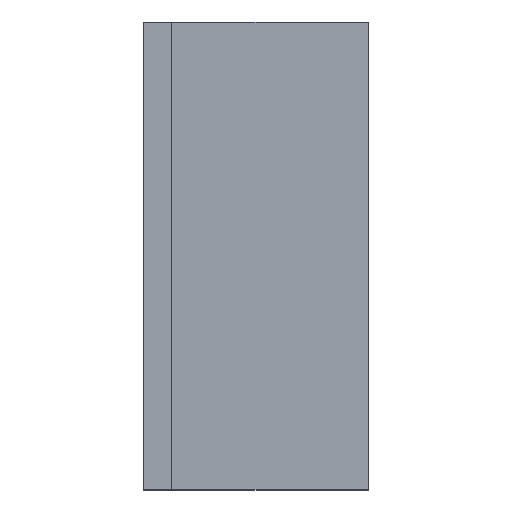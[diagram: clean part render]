
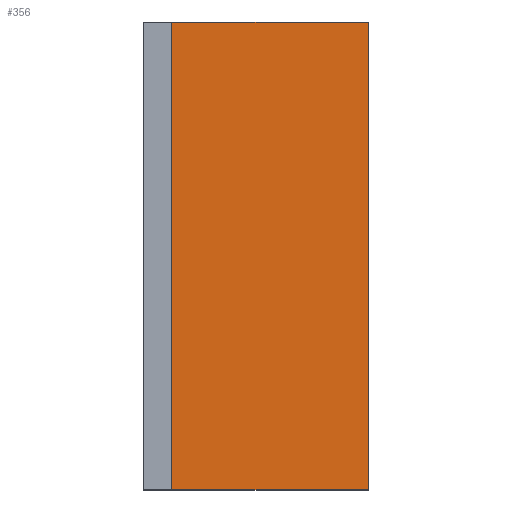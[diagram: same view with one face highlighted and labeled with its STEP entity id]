
A CAD part, top view. The second image highlights one B-rep face of the part: STEP entity #356.
In plain terms, the highlighted planar face has unit normal (0, 0, 1).
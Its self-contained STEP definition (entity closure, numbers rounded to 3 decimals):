
#28=FACE_OUTER_BOUND('',#48,.T.);
#48=EDGE_LOOP('',(#245,#246,#247,#248));
#73=LINE('',#511,#117);
#77=LINE('',#519,#121);
#78=LINE('',#521,#122);
#79=LINE('',#522,#123);
#117=VECTOR('',#417,10.);
#121=VECTOR('',#423,10.);
#122=VECTOR('',#424,10.);
#123=VECTOR('',#425,10.);
#161=VERTEX_POINT('',#509);
#162=VERTEX_POINT('',#510);
#165=VERTEX_POINT('',#518);
#166=VERTEX_POINT('',#520);
#193=EDGE_CURVE('',#161,#162,#73,.T.);
#197=EDGE_CURVE('',#165,#162,#77,.T.);
#198=EDGE_CURVE('',#166,#165,#78,.T.);
#199=EDGE_CURVE('',#166,#161,#79,.T.);
#245=ORIENTED_EDGE('',*,*,#193,.T.);
#246=ORIENTED_EDGE('',*,*,#197,.F.);
#247=ORIENTED_EDGE('',*,*,#198,.F.);
#248=ORIENTED_EDGE('',*,*,#199,.T.);
#338=PLANE('',#390);
#356=ADVANCED_FACE('',(#28),#338,.T.);
#390=AXIS2_PLACEMENT_3D('',#517,#421,#422);
#417=DIRECTION('',(0.,-1.,0.));
#421=DIRECTION('center_axis',(0.,0.,1.));
#422=DIRECTION('ref_axis',(1.,0.,0.));
#423=DIRECTION('',(-1.,0.,0.));
#424=DIRECTION('',(0.,-1.,0.));
#425=DIRECTION('',(-1.,0.,0.));
#509=CARTESIAN_POINT('',(0.15,9.65,4.75));
#510=CARTESIAN_POINT('',(0.15,1.3,4.75));
#511=CARTESIAN_POINT('',(0.15,5.15,4.75));
#517=CARTESIAN_POINT('Origin',(1.65,6.65,4.75));
#518=CARTESIAN_POINT('',(3.65,1.3,4.75));
#519=CARTESIAN_POINT('',(-0.35,1.3,4.75));
#520=CARTESIAN_POINT('',(3.65,9.65,4.75));
#521=CARTESIAN_POINT('',(3.65,3.65,4.75));
#522=CARTESIAN_POINT('',(3.65,9.65,4.75));
